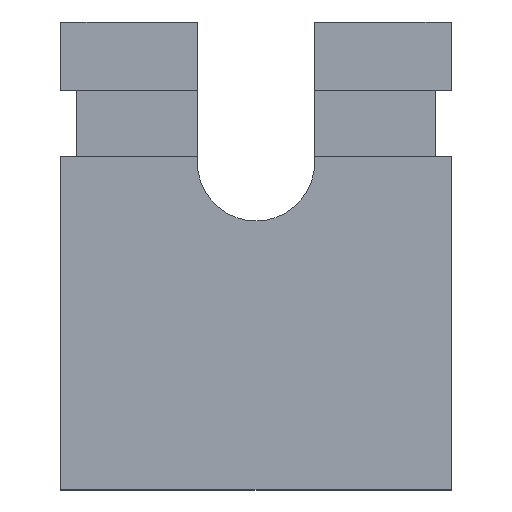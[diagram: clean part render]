
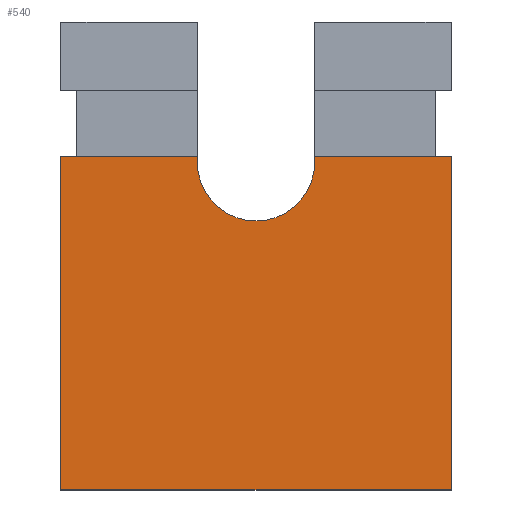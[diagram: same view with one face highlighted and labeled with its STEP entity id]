
A CAD part, top view. The second image highlights one B-rep face of the part: STEP entity #540.
In plain terms, the highlighted planar face has unit normal (0, 0, 1).
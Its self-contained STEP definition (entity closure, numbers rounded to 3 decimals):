
#22 = VERTEX_POINT('',#23);
#23 = CARTESIAN_POINT('',(0.75,4.25,0.));
#31 = EDGE_CURVE('',#22,#32,#34,.T.);
#32 = VERTEX_POINT('',#33);
#33 = CARTESIAN_POINT('',(2.49,4.25,0.));
#34 = LINE('',#35,#36);
#35 = CARTESIAN_POINT('',(-2.49,4.25,0.));
#36 = VECTOR('',#37,1.);
#37 = DIRECTION('',(1.,0.,0.));
#460 = VERTEX_POINT('',#461);
#461 = CARTESIAN_POINT('',(-2.49,4.25,0.));
#467 = EDGE_CURVE('',#460,#468,#470,.T.);
#468 = VERTEX_POINT('',#469);
#469 = CARTESIAN_POINT('',(-0.75,4.25,0.));
#470 = LINE('',#471,#472);
#471 = CARTESIAN_POINT('',(-2.49,4.25,0.));
#472 = VECTOR('',#473,1.);
#473 = DIRECTION('',(1.,0.,0.));
#516 = VERTEX_POINT('',#517);
#517 = CARTESIAN_POINT('',(-2.49,0.,0.));
#523 = EDGE_CURVE('',#460,#516,#524,.T.);
#524 = LINE('',#525,#526);
#525 = CARTESIAN_POINT('',(-2.49,4.25,0.));
#526 = VECTOR('',#527,1.);
#527 = DIRECTION('',(0.,-1.,0.));
#540 = ADVANCED_FACE('',(#541),#583,.F.);
#541 = FACE_BOUND('',#542,.T.);
#542 = EDGE_LOOP('',(#543,#544,#552,#561,#567,#568,#569,#577));
#543 = ORIENTED_EDGE('',*,*,#31,.F.);
#544 = ORIENTED_EDGE('',*,*,#545,.F.);
#545 = EDGE_CURVE('',#546,#22,#548,.T.);
#546 = VERTEX_POINT('',#547);
#547 = CARTESIAN_POINT('',(0.75,4.18,0.));
#548 = LINE('',#549,#550);
#549 = CARTESIAN_POINT('',(0.75,5.97,0.));
#550 = VECTOR('',#551,1.);
#551 = DIRECTION('',(0.,1.,0.));
#552 = ORIENTED_EDGE('',*,*,#553,.F.);
#553 = EDGE_CURVE('',#554,#546,#556,.T.);
#554 = VERTEX_POINT('',#555);
#555 = CARTESIAN_POINT('',(-0.75,4.18,0.));
#556 = CIRCLE('',#557,0.75);
#557 = AXIS2_PLACEMENT_3D('',#558,#559,#560);
#558 = CARTESIAN_POINT('',(0.,4.18,0.));
#559 = DIRECTION('',(0.,0.,1.));
#560 = DIRECTION('',(1.,0.,0.));
#561 = ORIENTED_EDGE('',*,*,#562,.F.);
#562 = EDGE_CURVE('',#468,#554,#563,.T.);
#563 = LINE('',#564,#565);
#564 = CARTESIAN_POINT('',(-0.75,5.97,0.));
#565 = VECTOR('',#566,1.);
#566 = DIRECTION('',(0.,-1.,0.));
#567 = ORIENTED_EDGE('',*,*,#467,.F.);
#568 = ORIENTED_EDGE('',*,*,#523,.T.);
#569 = ORIENTED_EDGE('',*,*,#570,.T.);
#570 = EDGE_CURVE('',#516,#571,#573,.T.);
#571 = VERTEX_POINT('',#572);
#572 = CARTESIAN_POINT('',(2.49,0.,0.));
#573 = LINE('',#574,#575);
#574 = CARTESIAN_POINT('',(-2.49,0.,0.));
#575 = VECTOR('',#576,1.);
#576 = DIRECTION('',(1.,0.,0.));
#577 = ORIENTED_EDGE('',*,*,#578,.F.);
#578 = EDGE_CURVE('',#32,#571,#579,.T.);
#579 = LINE('',#580,#581);
#580 = CARTESIAN_POINT('',(2.49,4.25,0.));
#581 = VECTOR('',#582,1.);
#582 = DIRECTION('',(0.,-1.,0.));
#583 = PLANE('',#584);
#584 = AXIS2_PLACEMENT_3D('',#585,#586,#587);
#585 = CARTESIAN_POINT('',(-2.49,4.25,0.));
#586 = DIRECTION('',(0.,0.,-1.));
#587 = DIRECTION('',(-1.,0.,0.));
